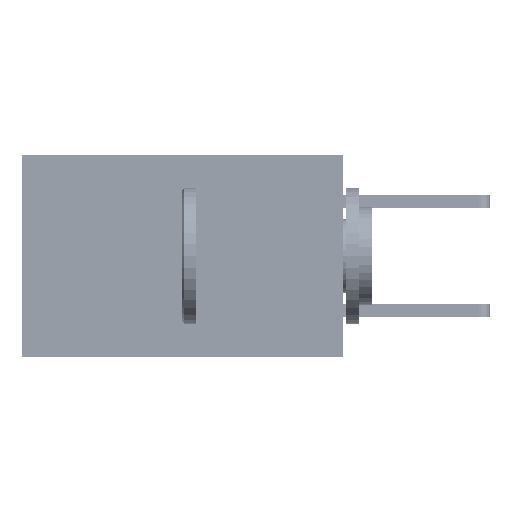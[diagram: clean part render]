
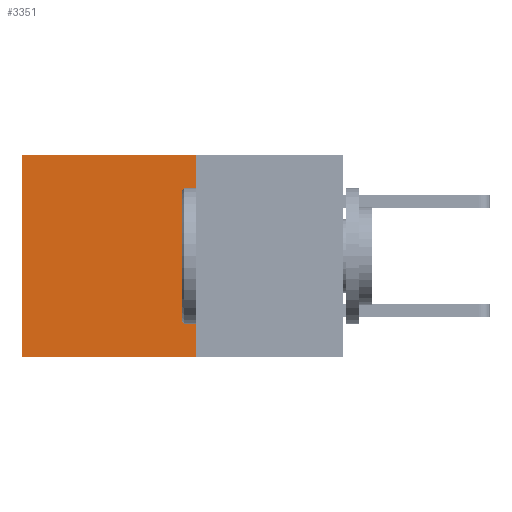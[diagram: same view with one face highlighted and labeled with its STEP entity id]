
A CAD part, left-side view. The second image highlights one B-rep face of the part: STEP entity #3351.
In plain terms, the highlighted planar face has unit normal (-1, 0, 0).
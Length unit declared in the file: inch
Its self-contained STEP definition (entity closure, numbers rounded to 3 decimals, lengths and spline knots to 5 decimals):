
#804 = VECTOR ( 'NONE', #13448, 39.37008 ) ;
#1978 = VECTOR ( 'NONE', #34095, 39.37008 ) ;
#3351 = ADVANCED_FACE ( 'NONE', ( #34042 ), #33057, .F. ) ;
#4184 = DIRECTION ( 'NONE',  ( 0., 0., -1. ) ) ;
#5951 = ORIENTED_EDGE ( 'NONE', *, *, #20904, .F. ) ;
#7948 = EDGE_CURVE ( 'NONE', #9681, #17220, #15896, .T. ) ;
#9359 = CARTESIAN_POINT ( 'NONE',  ( 0.277, 0.59, -0.37 ) ) ;
#9681 = VERTEX_POINT ( 'NONE', #30175 ) ;
#9829 = ORIENTED_EDGE ( 'NONE', *, *, #19840, .T. ) ;
#12153 = CARTESIAN_POINT ( 'NONE',  ( 0.277, 0.59, -0.37 ) ) ;
#12653 = EDGE_LOOP ( 'NONE', ( #15177, #5951, #15058, #9829 ) ) ;
#12677 = CARTESIAN_POINT ( 'NONE',  ( 0.277, 0.27, -0.37 ) ) ;
#13448 = DIRECTION ( 'NONE',  ( 0., 1., 0. ) ) ;
#14079 = AXIS2_PLACEMENT_3D ( 'NONE', #33163, #32827, #32663 ) ;
#15058 = ORIENTED_EDGE ( 'NONE', *, *, #29123, .F. ) ;
#15177 = ORIENTED_EDGE ( 'NONE', *, *, #7948, .T. ) ;
#15896 = LINE ( 'NONE', #12153, #1978 ) ;
#16415 = LINE ( 'NONE', #12677, #22842 ) ;
#16491 = CARTESIAN_POINT ( 'NONE',  ( 0.277, 0.27, -0.37 ) ) ;
#17220 = VERTEX_POINT ( 'NONE', #9359 ) ;
#17875 = CARTESIAN_POINT ( 'NONE',  ( 0.277, 0.27, 0. ) ) ;
#17968 = CARTESIAN_POINT ( 'NONE',  ( 0.277, 0.27, -0.37 ) ) ;
#19840 = EDGE_CURVE ( 'NONE', #23313, #9681, #29341, .T. ) ;
#20904 = EDGE_CURVE ( 'NONE', #31385, #17220, #16415, .T. ) ;
#22842 = VECTOR ( 'NONE', #29137, 39.37008 ) ;
#23313 = VERTEX_POINT ( 'NONE', #17875 ) ;
#25761 = LINE ( 'NONE', #17968, #32192 ) ;
#27967 = CARTESIAN_POINT ( 'NONE',  ( 0.277, 0.27, 0. ) ) ;
#29123 = EDGE_CURVE ( 'NONE', #23313, #31385, #25761, .T. ) ;
#29137 = DIRECTION ( 'NONE',  ( 0., 1., 0. ) ) ;
#29341 = LINE ( 'NONE', #27967, #804 ) ;
#30175 = CARTESIAN_POINT ( 'NONE',  ( 0.277, 0.59, 0. ) ) ;
#31385 = VERTEX_POINT ( 'NONE', #16491 ) ;
#32192 = VECTOR ( 'NONE', #4184, 39.37008 ) ;
#32663 = DIRECTION ( 'NONE',  ( 0., 0., -1. ) ) ;
#32827 = DIRECTION ( 'NONE',  ( 1., 0., 0. ) ) ;
#33057 = PLANE ( 'NONE',  #14079 ) ;
#33163 = CARTESIAN_POINT ( 'NONE',  ( 0.277, 0.27, -0.37 ) ) ;
#34042 = FACE_OUTER_BOUND ( 'NONE', #12653, .T. ) ;
#34095 = DIRECTION ( 'NONE',  ( 0., 0., -1. ) ) ;
